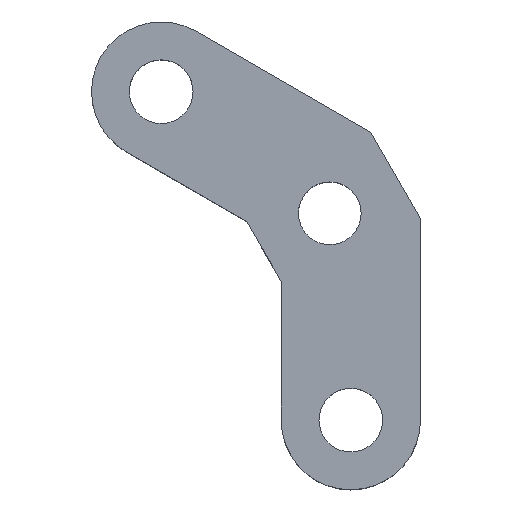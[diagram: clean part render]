
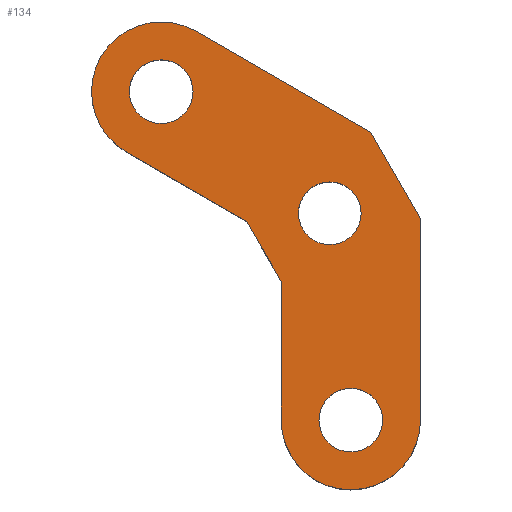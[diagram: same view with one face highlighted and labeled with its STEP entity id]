
A CAD part, top view. The second image highlights one B-rep face of the part: STEP entity #134.
In plain terms, the highlighted planar face has unit normal (0, 0, 1).
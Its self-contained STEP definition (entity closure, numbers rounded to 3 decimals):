
#85 = CARTESIAN_POINT ( 'NONE',  ( -5.266, 20.778, 14. ) ) ;
#86 = ORIENTED_EDGE ( 'NONE', *, *, #170, .T. ) ;
#87 = ORIENTED_EDGE ( 'NONE', *, *, #563, .T. ) ;
#88 = ORIENTED_EDGE ( 'NONE', *, *, #574, .T. ) ;
#89 = ORIENTED_EDGE ( 'NONE', *, *, #546, .T. ) ;
#90 = ORIENTED_EDGE ( 'NONE', *, *, #511, .T. ) ;
#134 = ADVANCED_FACE ( 'NONE', ( #825, #830, #846, #833 ), #821, .T. ) ;
#140 = EDGE_LOOP ( 'NONE', ( #154, #163 ) ) ;
#154 = ORIENTED_EDGE ( 'NONE', *, *, #164, .F. ) ;
#155 = EDGE_LOOP ( 'NONE', ( #174, #168 ) ) ;
#156 = ORIENTED_EDGE ( 'NONE', *, *, #172, .T. ) ;
#157 = ORIENTED_EDGE ( 'NONE', *, *, #490, .T. ) ;
#158 = ORIENTED_EDGE ( 'NONE', *, *, #586, .T. ) ;
#159 = EDGE_LOOP ( 'NONE', ( #175, #158, #618, #86, #87, #88, #90, #89 ) ) ;
#163 = ORIENTED_EDGE ( 'NONE', *, *, #649, .F. ) ;
#164 = EDGE_CURVE ( 'NONE', #703, #723, #845, .T. ) ;
#168 = ORIENTED_EDGE ( 'NONE', *, *, #492, .T. ) ;
#169 = VERTEX_POINT ( 'NONE', #792 ) ;
#170 = EDGE_CURVE ( 'NONE', #169, #562, #856, .T. ) ;
#172 = EDGE_CURVE ( 'NONE', #477, #487, #813, .T. ) ;
#173 = EDGE_LOOP ( 'NONE', ( #156, #157 ) ) ;
#174 = ORIENTED_EDGE ( 'NONE', *, *, #176, .T. ) ;
#175 = ORIENTED_EDGE ( 'NONE', *, *, #549, .T. ) ;
#176 = EDGE_CURVE ( 'NONE', #508, #506, #866, .T. ) ;
#192 = CARTESIAN_POINT ( 'NONE',  ( 0., 0., 14. ) ) ;
#197 = AXIS2_PLACEMENT_3D ( 'NONE', #192, #198, #202 ) ;
#198 = DIRECTION ( 'NONE',  ( 0., 0., 1. ) ) ;
#202 = DIRECTION ( 'NONE',  ( 1., 0., 0. ) ) ;
#208 = CARTESIAN_POINT ( 'NONE',  ( -7., 13.959, 14. ) ) ;
#224 = LINE ( 'NONE', #225, #236 ) ;
#225 = CARTESIAN_POINT ( 'NONE',  ( -7., 13.959, 14. ) ) ;
#235 = CIRCLE ( 'NONE', #197, 7. ) ;
#236 = VECTOR ( 'NONE', #237, 1000. ) ;
#237 = DIRECTION ( 'NONE',  ( 0., -1., 0. ) ) ;
#246 = CIRCLE ( 'NONE', #256, 7. ) ;
#250 = DIRECTION ( 'NONE',  ( 1., 0., 0. ) ) ;
#251 = DIRECTION ( 'NONE',  ( 0., 0., 1. ) ) ;
#253 = CARTESIAN_POINT ( 'NONE',  ( -19.053, 33., 14. ) ) ;
#256 = AXIS2_PLACEMENT_3D ( 'NONE', #253, #251, #250 ) ;
#268 = CARTESIAN_POINT ( 'NONE',  ( -22.553, 26.938, 14. ) ) ;
#280 = DIRECTION ( 'NONE',  ( 0., 1., 0. ) ) ;
#281 = VECTOR ( 'NONE', #280, 1000. ) ;
#283 = CARTESIAN_POINT ( 'NONE',  ( 7., 0., 14. ) ) ;
#284 = LINE ( 'NONE', #283, #281 ) ;
#287 = CARTESIAN_POINT ( 'NONE',  ( -15.553, 39.062, 14. ) ) ;
#298 = CARTESIAN_POINT ( 'NONE',  ( 7., 20.268, 14. ) ) ;
#299 = LINE ( 'NONE', #298, #305 ) ;
#304 = DIRECTION ( 'NONE',  ( -0.5, 0.866, 0. ) ) ;
#305 = VECTOR ( 'NONE', #304, 1000. ) ;
#321 = DIRECTION ( 'NONE',  ( 0.866, -0.5, 0. ) ) ;
#322 = VECTOR ( 'NONE', #321, 1000. ) ;
#323 = CARTESIAN_POINT ( 'NONE',  ( -22.553, 26.938, 14. ) ) ;
#324 = LINE ( 'NONE', #323, #322 ) ;
#337 = CARTESIAN_POINT ( 'NONE',  ( 7., 20.268, 14. ) ) ;
#402 = AXIS2_PLACEMENT_3D ( 'NONE', #423, #430, #436 ) ;
#423 = CARTESIAN_POINT ( 'NONE',  ( -2.116, 20.778, 14. ) ) ;
#430 = DIRECTION ( 'NONE',  ( 0., 0., 1. ) ) ;
#432 = CIRCLE ( 'NONE', #402, 3.15 ) ;
#436 = DIRECTION ( 'NONE',  ( 1., 0., 0. ) ) ;
#448 = CARTESIAN_POINT ( 'NONE',  ( 1.034, 20.778, 14. ) ) ;
#477 = VERTEX_POINT ( 'NONE', #889 ) ;
#487 = VERTEX_POINT ( 'NONE', #867 ) ;
#490 = EDGE_CURVE ( 'NONE', #487, #477, #756, .T. ) ;
#492 = EDGE_CURVE ( 'NONE', #506, #508, #762, .T. ) ;
#503 = VERTEX_POINT ( 'NONE', #777 ) ;
#506 = VERTEX_POINT ( 'NONE', #881 ) ;
#508 = VERTEX_POINT ( 'NONE', #901 ) ;
#511 = EDGE_CURVE ( 'NONE', #514, #530, #884, .T. ) ;
#514 = VERTEX_POINT ( 'NONE', #904 ) ;
#517 = VERTEX_POINT ( 'NONE', #891 ) ;
#530 = VERTEX_POINT ( 'NONE', #208 ) ;
#546 = EDGE_CURVE ( 'NONE', #530, #503, #224, .T. ) ;
#549 = EDGE_CURVE ( 'NONE', #503, #517, #235, .T. ) ;
#562 = VERTEX_POINT ( 'NONE', #287 ) ;
#563 = EDGE_CURVE ( 'NONE', #562, #564, #246, .T. ) ;
#564 = VERTEX_POINT ( 'NONE', #268 ) ;
#574 = EDGE_CURVE ( 'NONE', #564, #514, #324, .T. ) ;
#586 = EDGE_CURVE ( 'NONE', #517, #608, #284, .T. ) ;
#588 = EDGE_CURVE ( 'NONE', #608, #169, #299, .T. ) ;
#608 = VERTEX_POINT ( 'NONE', #337 ) ;
#618 = ORIENTED_EDGE ( 'NONE', *, *, #588, .T. ) ;
#649 = EDGE_CURVE ( 'NONE', #723, #703, #432, .T. ) ;
#703 = VERTEX_POINT ( 'NONE', #448 ) ;
#723 = VERTEX_POINT ( 'NONE', #85 ) ;
#756 = CIRCLE ( 'NONE', #774, 3.2 ) ;
#761 = DIRECTION ( 'NONE',  ( -1., 0., 0. ) ) ;
#762 = CIRCLE ( 'NONE', #765, 3.2 ) ;
#763 = DIRECTION ( 'NONE',  ( 0., 0., -1. ) ) ;
#764 = DIRECTION ( 'NONE',  ( -1., 0., 0. ) ) ;
#765 = AXIS2_PLACEMENT_3D ( 'NONE', #775, #763, #761 ) ;
#766 = DIRECTION ( 'NONE',  ( 0., 0., -1. ) ) ;
#769 = CARTESIAN_POINT ( 'NONE',  ( -19.053, 33., 14. ) ) ;
#774 = AXIS2_PLACEMENT_3D ( 'NONE', #769, #766, #764 ) ;
#775 = CARTESIAN_POINT ( 'NONE',  ( 0., 0., 14. ) ) ;
#777 = CARTESIAN_POINT ( 'NONE',  ( -7., 0., 14. ) ) ;
#788 = DIRECTION ( 'NONE',  ( -1., 0., 0. ) ) ;
#789 = AXIS2_PLACEMENT_3D ( 'NONE', #857, #871, #788 ) ;
#792 = CARTESIAN_POINT ( 'NONE',  ( 2., 28.928, 14. ) ) ;
#802 = DIRECTION ( 'NONE',  ( -1., 0., 0. ) ) ;
#803 = DIRECTION ( 'NONE',  ( 0., 0., -1. ) ) ;
#804 = CARTESIAN_POINT ( 'NONE',  ( -19.053, 33., 14. ) ) ;
#805 = DIRECTION ( 'NONE',  ( 1., 0., 0. ) ) ;
#806 = CARTESIAN_POINT ( 'NONE',  ( -2.116, 20.778, 14. ) ) ;
#807 = AXIS2_PLACEMENT_3D ( 'NONE', #806, #811, #805 ) ;
#811 = DIRECTION ( 'NONE',  ( 0., 0., 1. ) ) ;
#813 = CIRCLE ( 'NONE', #876, 3.2 ) ;
#821 = PLANE ( 'NONE',  #853 ) ;
#825 = FACE_BOUND ( 'NONE', #140, .T. ) ;
#826 = CARTESIAN_POINT ( 'NONE',  ( 0., 0., 14. ) ) ;
#830 = FACE_BOUND ( 'NONE', #173, .T. ) ;
#831 = DIRECTION ( 'NONE',  ( 1., 0., 0. ) ) ;
#832 = DIRECTION ( 'NONE',  ( 0., 0., 1. ) ) ;
#833 = FACE_OUTER_BOUND ( 'NONE', #159, .T. ) ;
#845 = CIRCLE ( 'NONE', #807, 3.15 ) ;
#846 = FACE_BOUND ( 'NONE', #155, .T. ) ;
#853 = AXIS2_PLACEMENT_3D ( 'NONE', #826, #832, #831 ) ;
#854 = VECTOR ( 'NONE', #868, 1000. ) ;
#855 = CARTESIAN_POINT ( 'NONE',  ( 2., 28.928, 14. ) ) ;
#856 = LINE ( 'NONE', #855, #854 ) ;
#857 = CARTESIAN_POINT ( 'NONE',  ( 0., 0., 14. ) ) ;
#866 = CIRCLE ( 'NONE', #789, 3.2 ) ;
#867 = CARTESIAN_POINT ( 'NONE',  ( -15.853, 33., 14. ) ) ;
#868 = DIRECTION ( 'NONE',  ( -0.866, 0.5, 0. ) ) ;
#871 = DIRECTION ( 'NONE',  ( 0., 0., -1. ) ) ;
#876 = AXIS2_PLACEMENT_3D ( 'NONE', #804, #803, #802 ) ;
#879 = DIRECTION ( 'NONE',  ( 0.5, -0.866, 0. ) ) ;
#880 = VECTOR ( 'NONE', #879, 1000. ) ;
#881 = CARTESIAN_POINT ( 'NONE',  ( 3.2, 0., 14. ) ) ;
#883 = CARTESIAN_POINT ( 'NONE',  ( -10.464, 19.959, 14. ) ) ;
#884 = LINE ( 'NONE', #883, #880 ) ;
#889 = CARTESIAN_POINT ( 'NONE',  ( -22.253, 33., 14. ) ) ;
#891 = CARTESIAN_POINT ( 'NONE',  ( 7., 0., 14. ) ) ;
#901 = CARTESIAN_POINT ( 'NONE',  ( -3.2, 0., 14. ) ) ;
#904 = CARTESIAN_POINT ( 'NONE',  ( -10.464, 19.959, 14. ) ) ;
